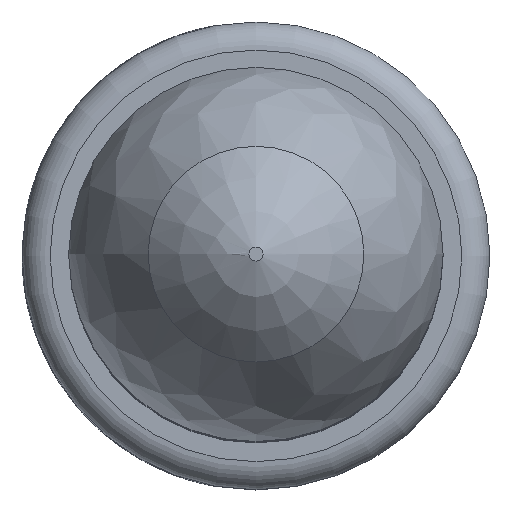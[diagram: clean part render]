
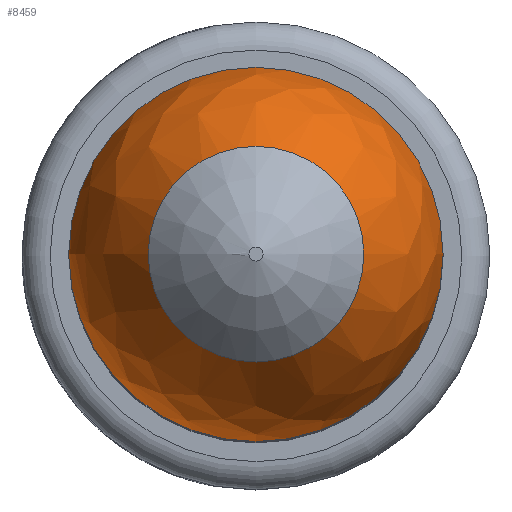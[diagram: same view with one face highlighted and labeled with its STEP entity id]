
A CAD part, top view. The second image highlights one B-rep face of the part: STEP entity #8459.
In plain terms, the highlighted free-form (B-spline) face has degree [3, 3] with [4, 19] control points.
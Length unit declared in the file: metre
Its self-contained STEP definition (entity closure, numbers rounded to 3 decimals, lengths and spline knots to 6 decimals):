
#468=B_SPLINE_SURFACE_WITH_KNOTS('',3,3,((#11992,#11993,#11994,#11995,#11996,
#11997,#11998,#11999,#12000,#12001,#12002,#12003,#12004,#12005,#12006,#12007,
#12008,#12009,#12010),(#12011,#12012,#12013,#12014,#12015,#12016,#12017,
#12018,#12019,#12020,#12021,#12022,#12023,#12024,#12025,#12026,#12027,#12028,
#12029),(#12030,#12031,#12032,#12033,#12034,#12035,#12036,#12037,#12038,
#12039,#12040,#12041,#12042,#12043,#12044,#12045,#12046,#12047,#12048),
(#12049,#12050,#12051,#12052,#12053,#12054,#12055,#12056,#12057,#12058,
#12059,#12060,#12061,#12062,#12063,#12064,#12065,#12066,#12067)),
 .UNSPECIFIED.,.F.,.T.,.F.,(4,4),(1,1,1,1,1,1,1,1,1,1,1,1,1,1,1,1,1,1,1,
1,1,1,1),(0.,0.634348),(-1.178097,-0.785398,-0.392699,
0.,0.392699,0.785398,1.178097,1.570796,
1.963495,2.356194,2.748894,3.141593,3.534292,
3.926991,4.31969,4.712389,5.105088,5.497787,
5.890486,6.283185,6.675884,7.068583,7.461283),
 .UNSPECIFIED.);
#2257=ORIENTED_EDGE('',*,*,#4777,.T.);
#2258=ORIENTED_EDGE('',*,*,#4778,.F.);
#4777=EDGE_CURVE('',#6059,#6059,#6943,.T.);
#4778=EDGE_CURVE('',#6060,#6060,#6944,.T.);
#6059=VERTEX_POINT('',#11991);
#6060=VERTEX_POINT('',#12069);
#6943=CIRCLE('',#9111,0.011529);
#6944=CIRCLE('',#9112,0.02);
#7202=EDGE_LOOP('',(#2257));
#7203=EDGE_LOOP('',(#2258));
#7790=FACE_BOUND('',#7202,.T.);
#7791=FACE_BOUND('',#7203,.T.);
#8459=ADVANCED_FACE('',(#7790,#7791),#468,.T.);
#9111=AXIS2_PLACEMENT_3D('',#11990,#9859,#9860);
#9112=AXIS2_PLACEMENT_3D('',#12068,#9861,#9862);
#9859=DIRECTION('',(0.,0.,-1.));
#9860=DIRECTION('',(-1.,0.,0.));
#9861=DIRECTION('',(0.,0.,-1.));
#9862=DIRECTION('',(-1.,0.,0.));
#11990=CARTESIAN_POINT('',(0.,0.,0.1175));
#11991=CARTESIAN_POINT('',(-0.011529,0.,0.1175));
#11992=CARTESIAN_POINT('',(-0.018959,-0.007853,0.098));
#11993=CARTESIAN_POINT('',(-0.020521,0.,0.098));
#11994=CARTESIAN_POINT('',(-0.018959,0.007853,0.098));
#11995=CARTESIAN_POINT('',(-0.01451,0.01451,0.098));
#11996=CARTESIAN_POINT('',(-0.007853,0.018959,0.098));
#11997=CARTESIAN_POINT('',(0.,0.020521,0.098));
#11998=CARTESIAN_POINT('',(0.007853,0.018959,0.098));
#11999=CARTESIAN_POINT('',(0.01451,0.01451,0.098));
#12000=CARTESIAN_POINT('',(0.018959,0.007853,0.098));
#12001=CARTESIAN_POINT('',(0.020521,0.,0.098));
#12002=CARTESIAN_POINT('',(0.018959,-0.007853,0.098));
#12003=CARTESIAN_POINT('',(0.01451,-0.01451,0.098));
#12004=CARTESIAN_POINT('',(0.007853,-0.018959,0.098));
#12005=CARTESIAN_POINT('',(0.,-0.020521,0.098));
#12006=CARTESIAN_POINT('',(-0.007853,-0.018959,0.098));
#12007=CARTESIAN_POINT('',(-0.01451,-0.01451,0.098));
#12008=CARTESIAN_POINT('',(-0.018959,-0.007853,0.098));
#12009=CARTESIAN_POINT('',(-0.020521,0.,0.098));
#12010=CARTESIAN_POINT('',(-0.018959,0.007853,0.098));
#12011=CARTESIAN_POINT('',(-0.019432,-0.008049,0.102186));
#12012=CARTESIAN_POINT('',(-0.021034,0.,0.102186));
#12013=CARTESIAN_POINT('',(-0.019432,0.008049,0.102186));
#12014=CARTESIAN_POINT('',(-0.014873,0.014873,0.102186));
#12015=CARTESIAN_POINT('',(-0.008049,0.019432,0.102186));
#12016=CARTESIAN_POINT('',(0.,0.021034,0.102186));
#12017=CARTESIAN_POINT('',(0.008049,0.019432,0.102186));
#12018=CARTESIAN_POINT('',(0.014873,0.014873,0.102186));
#12019=CARTESIAN_POINT('',(0.019432,0.008049,0.102186));
#12020=CARTESIAN_POINT('',(0.021034,0.,0.102186));
#12021=CARTESIAN_POINT('',(0.019432,-0.008049,0.102186));
#12022=CARTESIAN_POINT('',(0.014873,-0.014873,0.102186));
#12023=CARTESIAN_POINT('',(0.008049,-0.019432,0.102186));
#12024=CARTESIAN_POINT('',(0.,-0.021034,0.102186));
#12025=CARTESIAN_POINT('',(-0.008049,-0.019432,0.102186));
#12026=CARTESIAN_POINT('',(-0.014873,-0.014873,0.102186));
#12027=CARTESIAN_POINT('',(-0.019432,-0.008049,0.102186));
#12028=CARTESIAN_POINT('',(-0.021034,0.,0.102186));
#12029=CARTESIAN_POINT('',(-0.019432,0.008049,0.102186));
#12030=CARTESIAN_POINT('',(-0.016058,-0.006651,0.111024));
#12031=CARTESIAN_POINT('',(-0.017381,0.,0.111024));
#12032=CARTESIAN_POINT('',(-0.016058,0.006651,0.111024));
#12033=CARTESIAN_POINT('',(-0.01229,0.01229,0.111024));
#12034=CARTESIAN_POINT('',(-0.006651,0.016058,0.111024));
#12035=CARTESIAN_POINT('',(0.,0.017381,0.111024));
#12036=CARTESIAN_POINT('',(0.006651,0.016058,0.111024));
#12037=CARTESIAN_POINT('',(0.01229,0.01229,0.111024));
#12038=CARTESIAN_POINT('',(0.016058,0.006651,0.111024));
#12039=CARTESIAN_POINT('',(0.017381,0.,0.111024));
#12040=CARTESIAN_POINT('',(0.016058,-0.006651,0.111024));
#12041=CARTESIAN_POINT('',(0.01229,-0.01229,0.111024));
#12042=CARTESIAN_POINT('',(0.006651,-0.016058,0.111024));
#12043=CARTESIAN_POINT('',(0.,-0.017381,0.111024));
#12044=CARTESIAN_POINT('',(-0.006651,-0.016058,0.111024));
#12045=CARTESIAN_POINT('',(-0.01229,-0.01229,0.111024));
#12046=CARTESIAN_POINT('',(-0.016058,-0.006651,0.111024));
#12047=CARTESIAN_POINT('',(-0.017381,0.,0.111024));
#12048=CARTESIAN_POINT('',(-0.016058,0.006651,0.111024));
#12049=CARTESIAN_POINT('',(-0.010929,-0.004527,0.1175));
#12050=CARTESIAN_POINT('',(-0.011829,0.,0.1175));
#12051=CARTESIAN_POINT('',(-0.010929,0.004527,0.1175));
#12052=CARTESIAN_POINT('',(-0.008364,0.008364,0.1175));
#12053=CARTESIAN_POINT('',(-0.004527,0.010929,0.1175));
#12054=CARTESIAN_POINT('',(0.,0.011829,0.1175));
#12055=CARTESIAN_POINT('',(0.004527,0.010929,0.1175));
#12056=CARTESIAN_POINT('',(0.008364,0.008364,0.1175));
#12057=CARTESIAN_POINT('',(0.010929,0.004527,0.1175));
#12058=CARTESIAN_POINT('',(0.011829,0.,0.1175));
#12059=CARTESIAN_POINT('',(0.010929,-0.004527,0.1175));
#12060=CARTESIAN_POINT('',(0.008364,-0.008364,0.1175));
#12061=CARTESIAN_POINT('',(0.004527,-0.010929,0.1175));
#12062=CARTESIAN_POINT('',(0.,-0.011829,0.1175));
#12063=CARTESIAN_POINT('',(-0.004527,-0.010929,0.1175));
#12064=CARTESIAN_POINT('',(-0.008364,-0.008364,0.1175));
#12065=CARTESIAN_POINT('',(-0.010929,-0.004527,0.1175));
#12066=CARTESIAN_POINT('',(-0.011829,0.,0.1175));
#12067=CARTESIAN_POINT('',(-0.010929,0.004527,0.1175));
#12068=CARTESIAN_POINT('',(0.,0.,0.098));
#12069=CARTESIAN_POINT('',(-0.02,0.,0.098));
